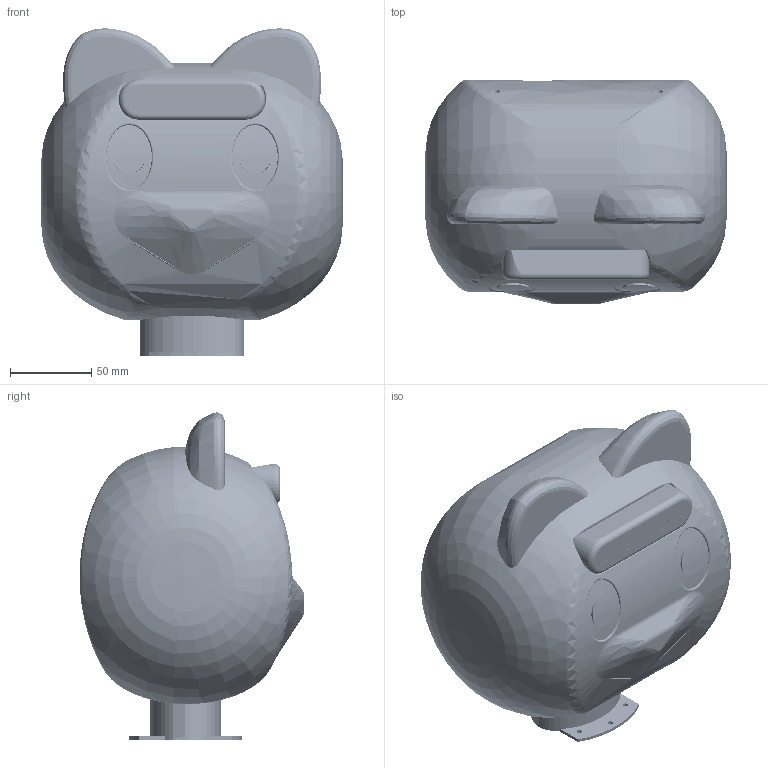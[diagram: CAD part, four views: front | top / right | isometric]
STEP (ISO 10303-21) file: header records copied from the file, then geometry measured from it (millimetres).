
FILE_DESCRIPTION(/* description */ ('Unknown'),/* implementation_level */ '2;1');
FILE_NAME(/* name */ 'Loom_pea_assembly',/* time_stamp */ '2023-05-20T20:12:21+03:00',/* author */ ('Unknown'),/* organization */ ('Unknown'),/* preprocessor_version */ 'ST-DEVELOPER v18.102',/* originating_system */ 'Solid Edge',/* authorisation */ 'Unknown');
FILE_SCHEMA (('AUTOMOTIVE_DESIGN {1 0 10303 214 3 1 1}'));
Length unit declared in the file: millimetre
Products named in the file (12): Loom_pea_terve; Loom_pea_tagumine; Realsense_D435.stp_0; Loom_pea_tagumine_kinnitus; Loom_pea_vahelyli; Loom_pea_eesmine; Loom_kaamera_kinnitus; M3x18_18-8 Stainless Steel Pan Head Torx Screws; Loom_kael_terve; Loom_kael_tagumine; Loom_kael_eesmine; M3x10_Stainless Steel Pan Head Torx Screws (1)
Assembly tree (34 placements, depth 3):
  Loom_pea_terve
    Loom_pea_tagumine
    Realsense_D435.stp_0
    Loom_pea_tagumine_kinnitus
    Loom_pea_vahelyli  x4
    Loom_pea_eesmine
    Loom_kaamera_kinnitus
    M3x18_18-8 Stainless Steel Pan Head Torx Screws  x16
    Loom_kael_terve
      Loom_kael_tagumine
      Loom_kael_eesmine
    M3x10_Stainless Steel Pan Head Torx Screws (1)  x6
Bounding box: 186 x 137.99 x 200.98 mm (x, y, z)
Volume: 308947.4 mm3; surface area: 270276 mm2
Topology: 33 solids, 33 shells, 4932 faces, 14014 edges, 9025 vertices
Faces by surface type: cylinder 4002, cone 478, bspline 153, torus 152, plane 147
Full cylindrical faces by diameter (mm): 3.2 x48, 5.2 x4, 6.35 x14, 6.5 x4, 8 x4
Entity records: 33940 total; most frequent: CARTESIAN_POINT 16600, ORIENTED_EDGE 3720, DIRECTION 2613, EDGE_CURVE 1860, VERTEX_POINT 1263, AXIS2_PLACEMENT_3D 1030, FACE_BOUND 933, EDGE_LOOP 929
